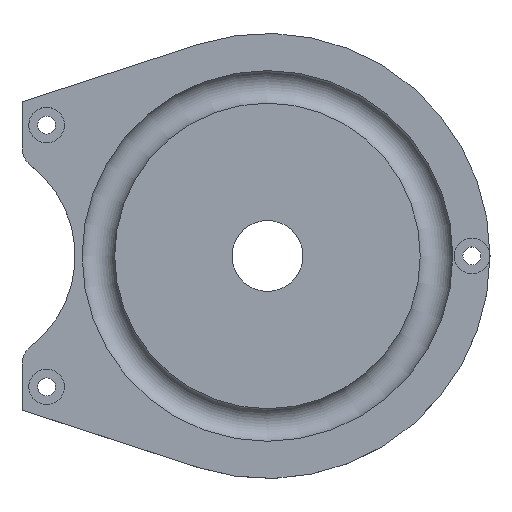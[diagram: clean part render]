
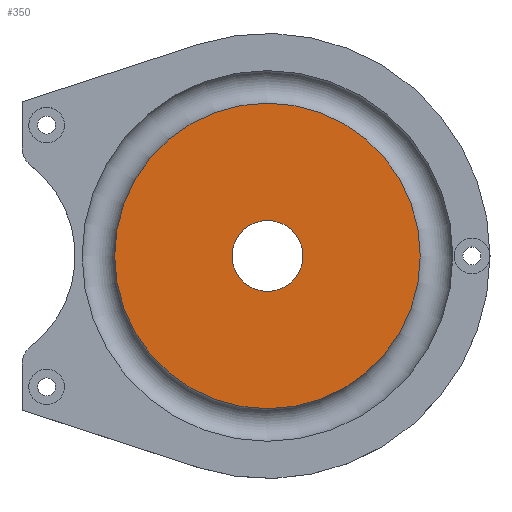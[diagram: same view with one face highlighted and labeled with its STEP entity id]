
A CAD part, top view. The second image highlights one B-rep face of the part: STEP entity #350.
In plain terms, the highlighted planar face has unit normal (0, 0, 1).
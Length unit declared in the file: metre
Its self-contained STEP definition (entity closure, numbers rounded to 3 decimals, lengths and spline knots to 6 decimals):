
#29=CIRCLE('',#404,0.0065);
#30=CIRCLE('',#405,0.028013);
#83=ORIENTED_EDGE('',*,*,#163,.F.);
#84=ORIENTED_EDGE('',*,*,#164,.T.);
#163=EDGE_CURVE('',#201,#201,#29,.T.);
#164=EDGE_CURVE('',#202,#202,#30,.F.);
#201=VERTEX_POINT('',#610);
#202=VERTEX_POINT('',#612);
#255=EDGE_LOOP('',(#83));
#256=EDGE_LOOP('',(#84));
#301=FACE_BOUND('',#255,.T.);
#302=FACE_BOUND('',#256,.T.);
#338=PLANE('',#403);
#350=ADVANCED_FACE('',(#301,#302),#338,.T.);
#403=AXIS2_PLACEMENT_3D('',#608,#487,#488);
#404=AXIS2_PLACEMENT_3D('',#609,#489,#490);
#405=AXIS2_PLACEMENT_3D('',#611,#491,#492);
#487=DIRECTION('',(0.,0.,1.));
#488=DIRECTION('',(1.,0.,0.));
#489=DIRECTION('',(0.,0.,1.));
#490=DIRECTION('',(1.,0.,0.));
#491=DIRECTION('',(0.,0.,-1.));
#492=DIRECTION('',(-1.,0.,0.));
#608=CARTESIAN_POINT('',(0.,0.,0.008));
#609=CARTESIAN_POINT('',(0.,0.,0.008));
#610=CARTESIAN_POINT('',(0.0065,0.,0.008));
#611=CARTESIAN_POINT('',(0.,0.,0.008));
#612=CARTESIAN_POINT('',(-0.028013,0.,0.008));
